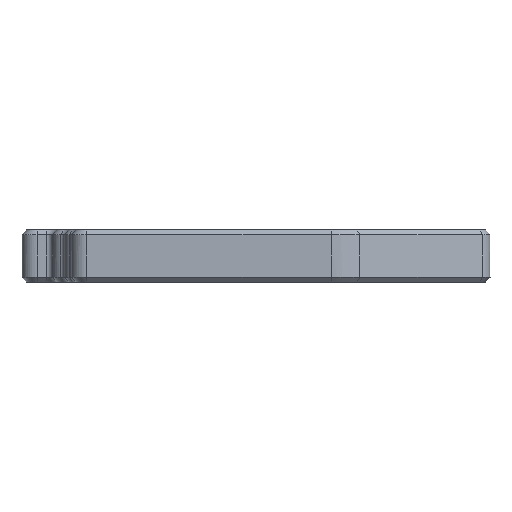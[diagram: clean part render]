
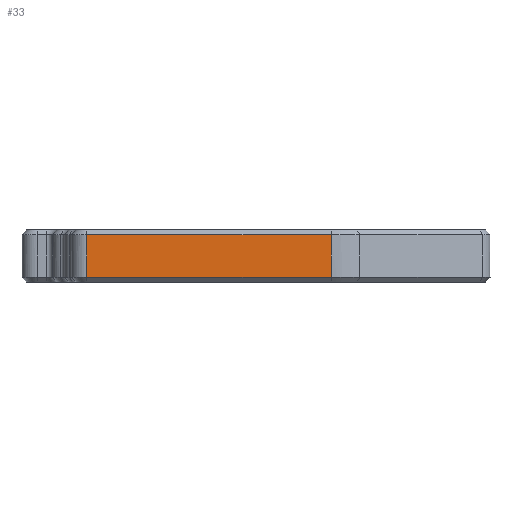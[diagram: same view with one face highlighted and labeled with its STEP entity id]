
A CAD part, left-side view. The second image highlights one B-rep face of the part: STEP entity #33.
In plain terms, the highlighted planar face has unit normal (-1, 0, 0).
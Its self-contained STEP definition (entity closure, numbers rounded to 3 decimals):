
#33=ADVANCED_FACE('',(#224),#2858,.T.);
#224=FACE_OUTER_BOUND('',#415,.T.);
#415=EDGE_LOOP('',(#626,#627,#628,#629));
#626=ORIENTED_EDGE('',*,*,#1561,.F.);
#627=ORIENTED_EDGE('',*,*,#1560,.F.);
#628=ORIENTED_EDGE('',*,*,#1559,.F.);
#629=ORIENTED_EDGE('',*,*,#1558,.F.);
#1558=EDGE_CURVE('',#2490,#2491,#2211,.T.);
#1559=EDGE_CURVE('',#2491,#2492,#2212,.T.);
#1560=EDGE_CURVE('',#2492,#2493,#2213,.T.);
#1561=EDGE_CURVE('',#2493,#2490,#2214,.T.);
#2211=B_SPLINE_CURVE_WITH_KNOTS('',1,(#3988,#3989),.UNSPECIFIED.,.F.,.F.,
(2,2),(-26.084,26.084),.UNSPECIFIED.);
#2212=B_SPLINE_CURVE_WITH_KNOTS('',1,(#3990,#3991),.UNSPECIFIED.,.F.,.F.,
(2,2),(-3.15,5.948),.UNSPECIFIED.);
#2213=B_SPLINE_CURVE_WITH_KNOTS('',1,(#3992,#3993),.UNSPECIFIED.,.F.,.F.,
(2,2),(-26.084,26.084),.UNSPECIFIED.);
#2214=B_SPLINE_CURVE_WITH_KNOTS('',1,(#3994,#3995),.UNSPECIFIED.,.F.,.F.,
(2,2),(-5.948,3.15),.UNSPECIFIED.);
#2490=VERTEX_POINT('',#3702);
#2491=VERTEX_POINT('',#3703);
#2492=VERTEX_POINT('',#3704);
#2493=VERTEX_POINT('',#3705);
#2858=PLANE('',#2980);
#2980=AXIS2_PLACEMENT_3D('',#3284,#3132,$);
#3132=DIRECTION('',(-1.,0.,0.));
#3284=CARTESIAN_POINT('',(75.775,-35.745,-3.768));
#3702=CARTESIAN_POINT('',(75.775,-35.745,-3.768));
#3703=CARTESIAN_POINT('',(75.775,16.423,-3.768));
#3704=CARTESIAN_POINT('',(75.775,16.423,5.33));
#3705=CARTESIAN_POINT('',(75.775,-35.745,5.33));
#3988=CARTESIAN_POINT('',(75.775,-35.745,-3.768));
#3989=CARTESIAN_POINT('',(75.775,16.423,-3.768));
#3990=CARTESIAN_POINT('',(75.775,16.423,-3.768));
#3991=CARTESIAN_POINT('',(75.775,16.423,5.33));
#3992=CARTESIAN_POINT('',(75.775,16.423,5.33));
#3993=CARTESIAN_POINT('',(75.775,-35.745,5.33));
#3994=CARTESIAN_POINT('',(75.775,-35.745,5.33));
#3995=CARTESIAN_POINT('',(75.775,-35.745,-3.768));
